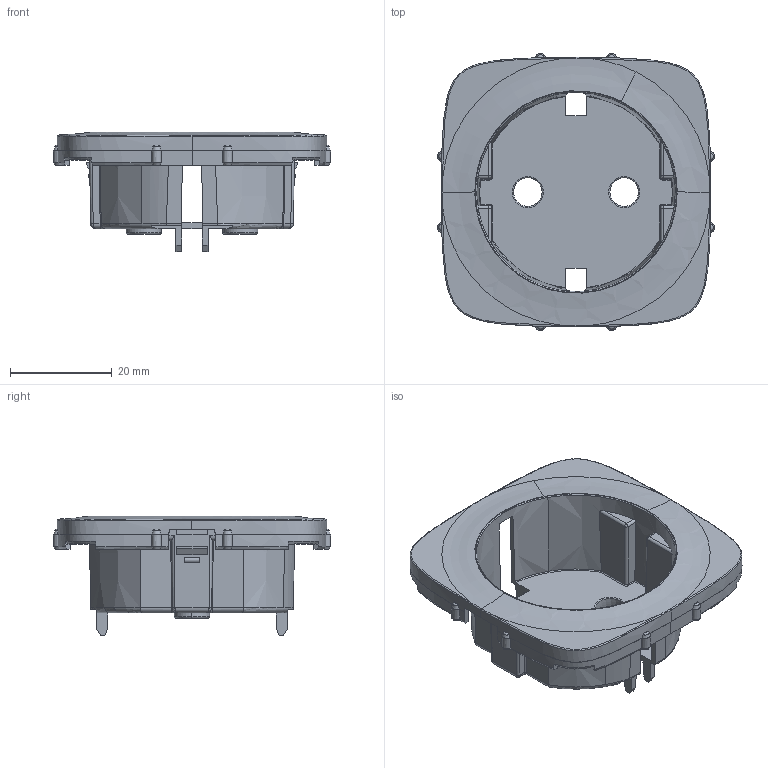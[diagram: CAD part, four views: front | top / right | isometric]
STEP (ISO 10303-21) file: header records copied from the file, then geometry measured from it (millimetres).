
FILE_DESCRIPTION(('CATIA V5 STEP Exchange','CAx-IF Rec.Pracs.--- Model Styling and Organization---1.4--- 2014-01-23'),'2;1');
FILE_NAME('755255_AllCATPart.stp','2020-02-25T08:53:31+00:00',('none'),('none'),'CATIA Version 5-6 Release 2017 SP3','CATIA V5 STEP AP214','none');
FILE_SCHEMA(('AUTOMOTIVE_DESIGN { 1 0 10303 214 1 1 1 1 }'));
Products named in the file (1): 755255_AllCATPart
Bounding box: 54.6 x 54.6 x 23.55 mm (x, y, z)
Volume: 7371.4 mm3; surface area: 11386.4 mm2
Topology: 1 solids, 1 shells, 2546 faces, 7447 edges, 4926 vertices
Faces by surface type: plane 2302, bspline 118, cylinder 51, cone 39, torus 32, sphere 4
Entity records: 94249 total; most frequent: CARTESIAN_POINT 34470, ORIENTED_EDGE 14878, EDGE_CURVE 7439, DIRECTION 7338, VERTEX_POINT 4926, B_SPLINE_CURVE_WITH_KNOTS 4627, VECTOR 2651, LINE 2651
